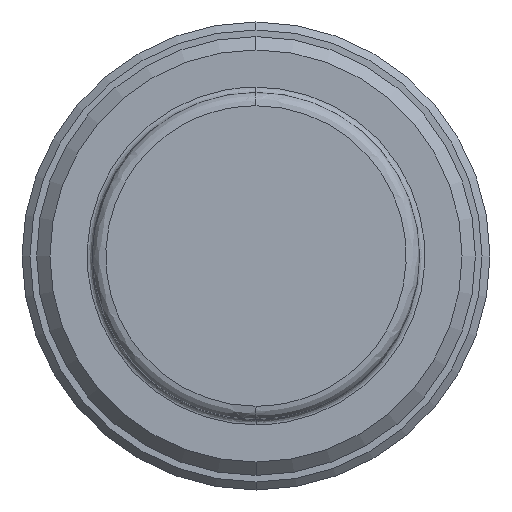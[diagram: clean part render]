
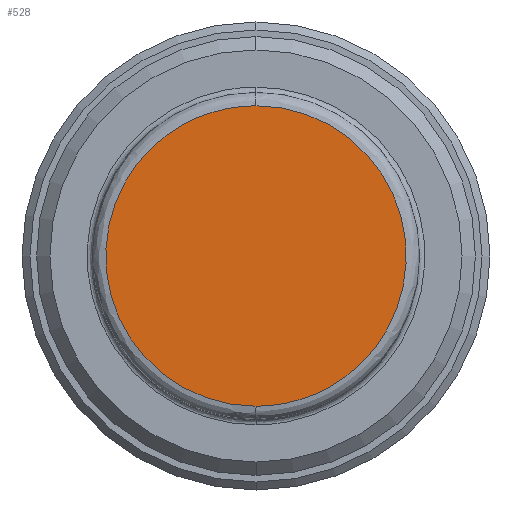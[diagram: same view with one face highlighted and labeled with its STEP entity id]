
A CAD part, left-side view. The second image highlights one B-rep face of the part: STEP entity #528.
In plain terms, the highlighted planar face has unit normal (-1, 0, 0).
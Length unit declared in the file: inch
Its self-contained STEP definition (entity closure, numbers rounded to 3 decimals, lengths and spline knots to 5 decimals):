
#3 = VERTEX_POINT ( 'NONE', #1114 ) ;
#8 = EDGE_CURVE ( 'NONE', #354, #3, #903, .T. ) ;
#34 = CARTESIAN_POINT ( 'NONE',  ( 0., 0., -0.22244 ) ) ;
#105 = PLANE ( 'NONE',  #370 ) ;
#168 = EDGE_LOOP ( 'NONE', ( #321, #191 ) ) ;
#191 = ORIENTED_EDGE ( 'NONE', *, *, #955, .F. ) ;
#197 = CARTESIAN_POINT ( 'NONE',  ( 0., 0.22244, 0. ) ) ;
#320 = CARTESIAN_POINT ( 'NONE',  ( 0., 0.44488, 0.22244 ) ) ;
#321 = ORIENTED_EDGE ( 'NONE', *, *, #8, .F. ) ;
#354 = VERTEX_POINT ( 'NONE', #567 ) ;
#365 = CARTESIAN_POINT ( 'NONE',  ( 0., 0., 0.22244 ) ) ;
#370 = AXIS2_PLACEMENT_3D ( 'NONE', #197, #983, #386 ) ;
#386 = DIRECTION ( 'NONE',  ( 0., 0., 1. ) ) ;
#395 =( BOUNDED_CURVE ( )  B_SPLINE_CURVE ( 3, ( #365, #962, #1258, #659 ),
 .UNSPECIFIED., .F., .T. ) 
 B_SPLINE_CURVE_WITH_KNOTS ( ( 4, 4 ),
 ( 0.25, 0.75 ),
 .UNSPECIFIED. ) 
 CURVE ( )  GEOMETRIC_REPRESENTATION_ITEM ( )  RATIONAL_B_SPLINE_CURVE ( ( 1., 0.333, 0.333, 1. ) ) 
 REPRESENTATION_ITEM ( '' )  );
#512 = CARTESIAN_POINT ( 'NONE',  ( 0., 0.44488, -0.22244 ) ) ;
#528 = ADVANCED_FACE ( 'NONE', ( #910 ), #105, .T. ) ;
#567 = CARTESIAN_POINT ( 'NONE',  ( 0., 0., -0.22244 ) ) ;
#659 = CARTESIAN_POINT ( 'NONE',  ( 0., 0., -0.22244 ) ) ;
#903 =( BOUNDED_CURVE ( )  B_SPLINE_CURVE ( 3, ( #34, #512, #320, #1013 ),
 .UNSPECIFIED., .F., .F. ) 
 B_SPLINE_CURVE_WITH_KNOTS ( ( 4, 4 ),
 ( 0.75, 1.25 ),
 .UNSPECIFIED. ) 
 CURVE ( )  GEOMETRIC_REPRESENTATION_ITEM ( )  RATIONAL_B_SPLINE_CURVE ( ( 1., 0.333, 0.333, 1. ) ) 
 REPRESENTATION_ITEM ( '' )  );
#910 = FACE_OUTER_BOUND ( 'NONE', #168, .T. ) ;
#955 = EDGE_CURVE ( 'NONE', #3, #354, #395, .T. ) ;
#962 = CARTESIAN_POINT ( 'NONE',  ( 0., -0.44488, 0.22244 ) ) ;
#983 = DIRECTION ( 'NONE',  ( -1., 0., 0. ) ) ;
#1013 = CARTESIAN_POINT ( 'NONE',  ( 0., 0., 0.22244 ) ) ;
#1114 = CARTESIAN_POINT ( 'NONE',  ( 0., 0., 0.22244 ) ) ;
#1258 = CARTESIAN_POINT ( 'NONE',  ( 0., -0.44488, -0.22244 ) ) ;
